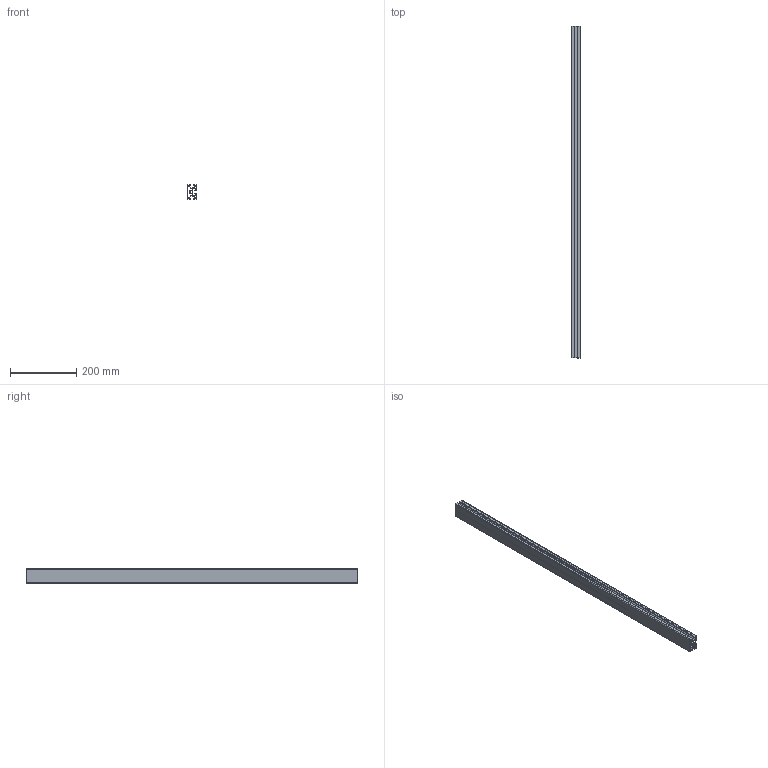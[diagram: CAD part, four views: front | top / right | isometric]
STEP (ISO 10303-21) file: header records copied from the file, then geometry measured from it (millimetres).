
FILE_DESCRIPTION(('STEP AP203'),'1');
FILE_NAME('BASE10B1385.stp','2023-10-16T14:24:38',(' '),(' '),'Spatial InterOp 3D',' ',' ');
FILE_SCHEMA(('CONFIG_CONTROL_DESIGN'));
Length unit declared in the file: millimetre
Products named in the file (1): Profilé d'encadrement 45x30 (R10 + 2 R8)
Bounding box: 30 x 1000 x 45 mm (x, y, z)
Volume: 404906.7 mm3; surface area: 479081.9 mm2
Topology: 1 solids, 1 shells, 166 faces, 492 edges, 328 vertices
Faces by surface type: plane 89, cylinder 77
Entity records: 5732 total; most frequent: CARTESIAN_POINT 987, ORIENTED_EDGE 984, DIRECTION 980, EDGE_CURVE 492, LINE 338, VECTOR 338, VERTEX_POINT 328, AXIS2_PLACEMENT_3D 321
